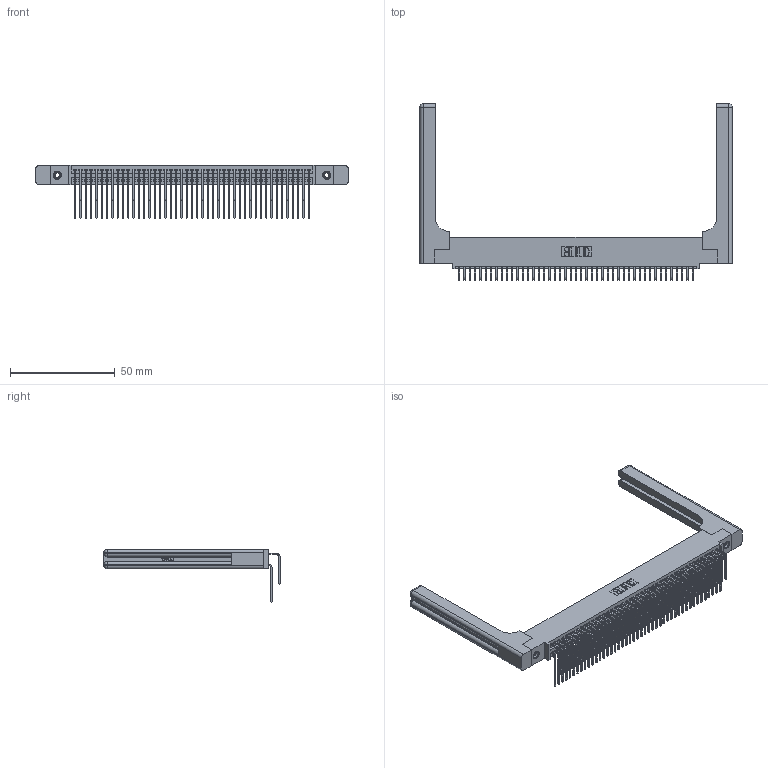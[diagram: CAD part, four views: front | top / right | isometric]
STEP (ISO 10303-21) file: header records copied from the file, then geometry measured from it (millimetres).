
FILE_DESCRIPTION (( 'STEP AP203' ), '1' );
FILE_NAME ('345-090-559-558.STEP', '2019-11-01T17:31:03', ( '' ), ( '' ), 'SwSTEP 2.0', 'SolidWorks 2016', '' );
FILE_SCHEMA (( 'CONFIG_CONTROL_DESIGN' ));
Length unit declared in the file: inch
Products named in the file (6): 345-090-559-558; 345-220-058_345-220-058; 345-250-001_345-250-001-102; 345 Part_0.110 Offset - 0.156 Dia-TH; 345-292-001_559 Tail - 2; 345-292-001_558 559 Tail - 1
Assembly tree (95 placements, depth 2):
  345-090-559-558
    345 Part_0.110 Offset - 0.156 Dia-TH
    345-292-001_558 559 Tail - 1  x45
    345-292-001_559 Tail - 2  x45
    345-250-001_345-250-001-102  x2
    345-220-058_345-220-058  x2
Bounding box: 149.33 x 84.32 x 25.53 mm (x, y, z)
Volume: 23454.5 mm3; surface area: 29793.3 mm2
Topology: 95 solids, 95 shells, 5066 faces, 14969 edges, 9838 vertices
Faces by surface type: plane 3382, cylinder 1624, bspline 36, cone 12, sphere 8, torus 4
Entity records: 41870 total; most frequent: CARTESIAN_POINT 8056, ORIENTED_EDGE 6736, DIRECTION 6004, EDGE_CURVE 3368, VECTOR 2924, LINE 2924, VERTEX_POINT 2234, AXIS2_PLACEMENT_3D 1540
